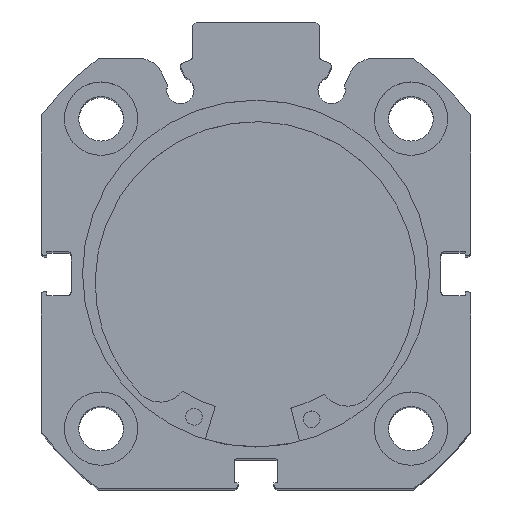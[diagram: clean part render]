
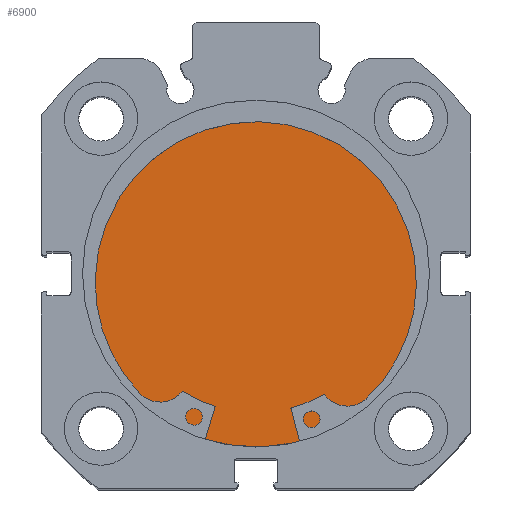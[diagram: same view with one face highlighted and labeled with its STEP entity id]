
A CAD part, top view. The second image highlights one B-rep face of the part: STEP entity #6900.
In plain terms, the highlighted face is planar.
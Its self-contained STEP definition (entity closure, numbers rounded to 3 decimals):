
#686 = CARTESIAN_POINT ( 'NONE',  ( 9., 0., 26. ) ) ;
#707 = CARTESIAN_POINT ( 'NONE',  ( 9., 0., -26. ) ) ;
#1244 = CARTESIAN_POINT ( 'NONE',  ( 9., 0., 0. ) ) ;
#1260 = DIRECTION ( 'NONE',  ( -1., 0., 0. ) ) ;
#1261 = DIRECTION ( 'NONE',  ( 0., 0., 1. ) ) ;
#1346 = CARTESIAN_POINT ( 'NONE',  ( 9., 0., 0. ) ) ;
#1353 = DIRECTION ( 'NONE',  ( -1., 0., 0. ) ) ;
#1354 = DIRECTION ( 'NONE',  ( 0., 0., 1. ) ) ;
#1647 = CIRCLE ( 'NONE', #5162, 26. ) ;
#2351 = FACE_OUTER_BOUND ( 'NONE', #6093, .T. ) ;
#3400 = CARTESIAN_POINT ( 'NONE',  ( 9., 26., 0. ) ) ;
#3401 = PLANE ( 'NONE',  #5482 ) ;
#3403 = DIRECTION ( 'NONE',  ( -1., 0., 0. ) ) ;
#3404 = DIRECTION ( 'NONE',  ( 0., 0., 1. ) ) ;
#4459 = VERTEX_POINT ( 'NONE', #686 ) ;
#4481 = VERTEX_POINT ( 'NONE', #707 ) ;
#4784 = EDGE_CURVE ( 'NONE', #4481, #4459, #6664, .T. ) ;
#4820 = EDGE_CURVE ( 'NONE', #4459, #4481, #1647, .T. ) ;
#5135 = AXIS2_PLACEMENT_3D ( 'NONE', #1244, #1260, #1261 ) ;
#5162 = AXIS2_PLACEMENT_3D ( 'NONE', #1346, #1353, #1354 ) ;
#5482 = AXIS2_PLACEMENT_3D ( 'NONE', #3400, #3403, #3404 ) ;
#5714 = ORIENTED_EDGE ( 'NONE', *, *, #4784, .F. ) ;
#5715 = ORIENTED_EDGE ( 'NONE', *, *, #4820, .F. ) ;
#6093 = EDGE_LOOP ( 'NONE', ( #5715, #5714 ) ) ;
#6664 = CIRCLE ( 'NONE', #5135, 26. ) ;
#6900 = ADVANCED_FACE ( 'NONE', ( #2351 ), #3401, .F. ) ;
